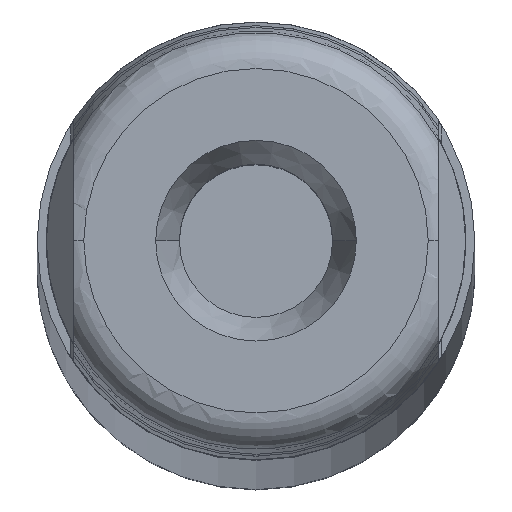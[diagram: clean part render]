
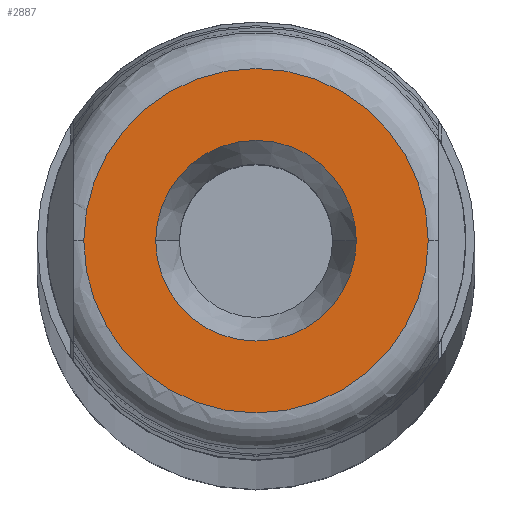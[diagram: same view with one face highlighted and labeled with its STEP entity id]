
A CAD part, top view. The second image highlights one B-rep face of the part: STEP entity #2887.
In plain terms, the highlighted planar face has unit normal (0, 0, 1).
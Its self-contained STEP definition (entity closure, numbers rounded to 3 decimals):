
#147 = ORIENTED_EDGE ( 'NONE', *, *, #1329, .F. ) ;
#175 = DIRECTION ( 'NONE',  ( 0., 0., 1. ) ) ;
#223 = CIRCLE ( 'NONE', #1862, 4.72 ) ;
#387 = CARTESIAN_POINT ( 'NONE',  ( 0., 0., 0. ) ) ;
#438 = PLANE ( 'NONE',  #1785 ) ;
#530 = VERTEX_POINT ( 'NONE', #1826 ) ;
#657 = CARTESIAN_POINT ( 'NONE',  ( -2.75, 0., 0. ) ) ;
#872 = DIRECTION ( 'NONE',  ( 0., 0., -1. ) ) ;
#963 = CARTESIAN_POINT ( 'NONE',  ( 0., 0., 0. ) ) ;
#1037 = CIRCLE ( 'NONE', #1894, 2.75 ) ;
#1046 = EDGE_CURVE ( 'NONE', #530, #1238, #2186, .T. ) ;
#1092 = DIRECTION ( 'NONE',  ( 1., 0., 0. ) ) ;
#1117 = EDGE_CURVE ( 'NONE', #1238, #530, #223, .T. ) ;
#1160 = EDGE_LOOP ( 'NONE', ( #1257, #1956 ) ) ;
#1184 = DIRECTION ( 'NONE',  ( 1., 0., 0. ) ) ;
#1202 = AXIS2_PLACEMENT_3D ( 'NONE', #1363, #2255, #2491 ) ;
#1216 = CARTESIAN_POINT ( 'NONE',  ( 0., 0., 0. ) ) ;
#1238 = VERTEX_POINT ( 'NONE', #2405 ) ;
#1257 = ORIENTED_EDGE ( 'NONE', *, *, #1046, .T. ) ;
#1329 = EDGE_CURVE ( 'NONE', #2886, #2767, #1037, .T. ) ;
#1354 = DIRECTION ( 'NONE',  ( -1., 0., 0. ) ) ;
#1363 = CARTESIAN_POINT ( 'NONE',  ( 0., 0., 0. ) ) ;
#1656 = DIRECTION ( 'NONE',  ( 0., 0., 1. ) ) ;
#1785 = AXIS2_PLACEMENT_3D ( 'NONE', #2432, #872, #1354 ) ;
#1826 = CARTESIAN_POINT ( 'NONE',  ( 4.72, 0., 0. ) ) ;
#1862 = AXIS2_PLACEMENT_3D ( 'NONE', #963, #2531, #1988 ) ;
#1894 = AXIS2_PLACEMENT_3D ( 'NONE', #387, #175, #1092 ) ;
#1956 = ORIENTED_EDGE ( 'NONE', *, *, #1117, .T. ) ;
#1967 = FACE_OUTER_BOUND ( 'NONE', #1160, .T. ) ;
#1988 = DIRECTION ( 'NONE',  ( 1., 0., 0. ) ) ;
#2186 = CIRCLE ( 'NONE', #2370, 4.72 ) ;
#2192 = CIRCLE ( 'NONE', #1202, 2.75 ) ;
#2232 = FACE_BOUND ( 'NONE', #2522, .T. ) ;
#2255 = DIRECTION ( 'NONE',  ( 0., 0., 1. ) ) ;
#2370 = AXIS2_PLACEMENT_3D ( 'NONE', #1216, #1656, #1184 ) ;
#2405 = CARTESIAN_POINT ( 'NONE',  ( -4.72, 0., 0. ) ) ;
#2407 = EDGE_CURVE ( 'NONE', #2767, #2886, #2192, .T. ) ;
#2432 = CARTESIAN_POINT ( 'NONE',  ( 0., 0., 0. ) ) ;
#2471 = ORIENTED_EDGE ( 'NONE', *, *, #2407, .F. ) ;
#2491 = DIRECTION ( 'NONE',  ( 1., 0., 0. ) ) ;
#2522 = EDGE_LOOP ( 'NONE', ( #2471, #147 ) ) ;
#2531 = DIRECTION ( 'NONE',  ( 0., 0., 1. ) ) ;
#2767 = VERTEX_POINT ( 'NONE', #2840 ) ;
#2840 = CARTESIAN_POINT ( 'NONE',  ( 2.75, 0., 0. ) ) ;
#2886 = VERTEX_POINT ( 'NONE', #657 ) ;
#2887 = ADVANCED_FACE ( 'NONE', ( #2232, #1967 ), #438, .F. ) ;
